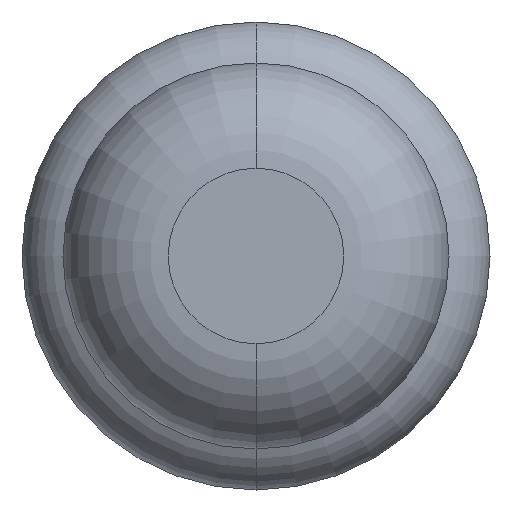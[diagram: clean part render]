
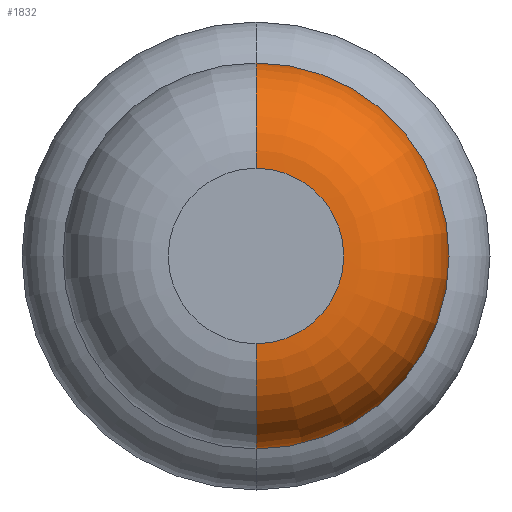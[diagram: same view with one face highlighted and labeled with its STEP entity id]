
A CAD part, front view. The second image highlights one B-rep face of the part: STEP entity #1832.
In plain terms, the highlighted toroidal (fillet/blend) face has major radius 0.375 mm and minor radius 0.45 mm.
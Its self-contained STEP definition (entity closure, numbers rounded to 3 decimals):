
#12 = ORIENTED_EDGE ( 'NONE', *, *, #1564, .F. ) ;
#152 = CARTESIAN_POINT ( 'NONE',  ( 0., -23.55, 0.825 ) ) ;
#251 = VERTEX_POINT ( 'NONE', #152 ) ;
#433 = CARTESIAN_POINT ( 'NONE',  ( 0., -24., 0. ) ) ;
#467 = CARTESIAN_POINT ( 'NONE',  ( 0., -23.55, 0. ) ) ;
#551 = CIRCLE ( 'NONE', #1187, 0.45 ) ;
#581 = DIRECTION ( 'NONE',  ( 0., 1., 0. ) ) ;
#619 = VERTEX_POINT ( 'NONE', #2029 ) ;
#620 = AXIS2_PLACEMENT_3D ( 'NONE', #3219, #581, #2927 ) ;
#678 = CIRCLE ( 'NONE', #3015, 0.45 ) ;
#708 = DIRECTION ( 'NONE',  ( 0., 1., 0. ) ) ;
#974 = AXIS2_PLACEMENT_3D ( 'NONE', #467, #1053, #3395 ) ;
#1014 = FACE_OUTER_BOUND ( 'NONE', #1338, .T. ) ;
#1053 = DIRECTION ( 'NONE',  ( 0., 1., 0. ) ) ;
#1054 = EDGE_CURVE ( 'Defeature ausgef�hrt1_2+Defeature ausgef�hrt1_1+Defeature ausgef�hrt1_1+Defeature ausgef�hrt1_1', #3839, #619, #1472, .T. ) ;
#1187 = AXIS2_PLACEMENT_3D ( 'NONE', #2931, #2648, #2964 ) ;
#1338 = EDGE_LOOP ( 'NONE', ( #2050, #2041, #12, #3517 ) ) ;
#1472 = CIRCLE ( 'NONE', #3016, 0.375 ) ;
#1564 = EDGE_CURVE ( 'Defeature ausgef�hrt1_3+Defeature ausgef�hrt1_2+Defeature ausgef�hrt1_2+Defeature ausgef�hrt1_2', #251, #2368, #3085, .T. ) ;
#1672 = CARTESIAN_POINT ( 'NONE',  ( 0., -23.55, -0.825 ) ) ;
#1832 = ADVANCED_FACE ( 'Defeature ausgef�hrt1_2', ( #1014 ), #2847, .T. ) ;
#2029 = CARTESIAN_POINT ( 'NONE',  ( 0., -24., -0.375 ) ) ;
#2041 = ORIENTED_EDGE ( 'NONE', *, *, #3044, .T. ) ;
#2050 = ORIENTED_EDGE ( 'NONE', *, *, #1054, .T. ) ;
#2066 = DIRECTION ( 'NONE',  ( 0., 0., -1. ) ) ;
#2091 = CARTESIAN_POINT ( 'NONE',  ( 0., -23.55, -0.375 ) ) ;
#2368 = VERTEX_POINT ( 'NONE', #1672 ) ;
#2390 = CARTESIAN_POINT ( 'NONE',  ( 0., -24., 0.375 ) ) ;
#2648 = DIRECTION ( 'NONE',  ( -1., 0., 0. ) ) ;
#2847 = TOROIDAL_SURFACE ( 'NONE', #974, 0.375, 0.45 ) ;
#2927 = DIRECTION ( 'NONE',  ( 0., 0., 1. ) ) ;
#2931 = CARTESIAN_POINT ( 'NONE',  ( 0., -23.55, 0.375 ) ) ;
#2964 = DIRECTION ( 'NONE',  ( 0., 0., 1. ) ) ;
#2969 = DIRECTION ( 'NONE',  ( 1., 0., 0. ) ) ;
#3015 = AXIS2_PLACEMENT_3D ( 'NONE', #2091, #2969, #2066 ) ;
#3016 = AXIS2_PLACEMENT_3D ( 'NONE', #433, #708, #3380 ) ;
#3044 = EDGE_CURVE ( 'NONE', #619, #2368, #678, .T. ) ;
#3085 = CIRCLE ( 'NONE', #620, 0.825 ) ;
#3219 = CARTESIAN_POINT ( 'NONE',  ( 0., -23.55, 0. ) ) ;
#3380 = DIRECTION ( 'NONE',  ( 0., 0., 1. ) ) ;
#3395 = DIRECTION ( 'NONE',  ( 0., 0., 1. ) ) ;
#3517 = ORIENTED_EDGE ( 'NONE', *, *, #3528, .F. ) ;
#3528 = EDGE_CURVE ( 'NONE', #3839, #251, #551, .T. ) ;
#3839 = VERTEX_POINT ( 'NONE', #2390 ) ;
